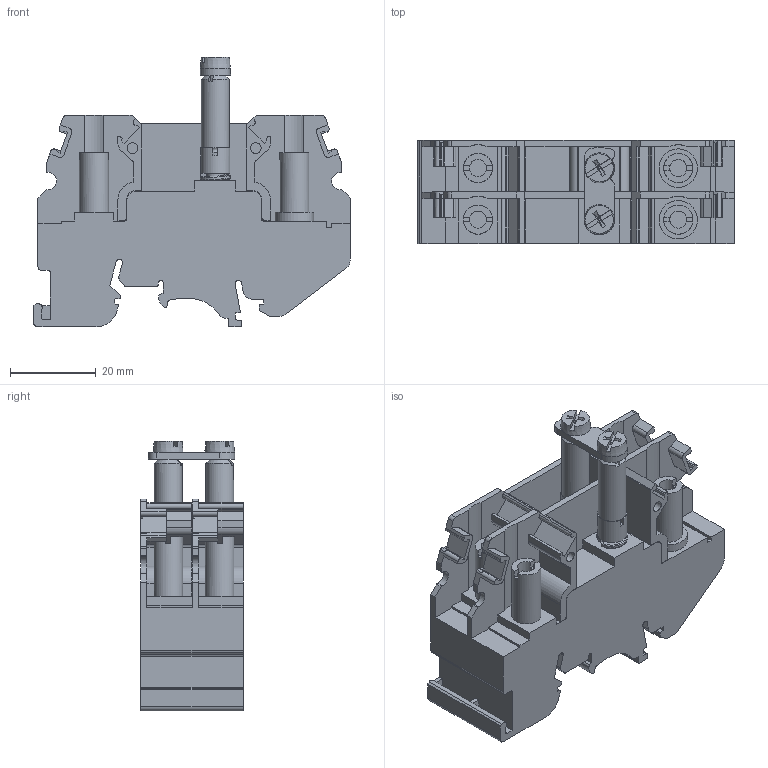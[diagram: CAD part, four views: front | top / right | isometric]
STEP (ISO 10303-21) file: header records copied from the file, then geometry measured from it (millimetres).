
FILE_DESCRIPTION(/* description */ ('Unknown'),/* implementation_level */ '2;1');
FILE_NAME(/* name */ 'KLTDM4-2W_3D_SOLID',/* time_stamp */ '2024-12-13T13:54:31+05:00',/* author */ ('Unknown'),/* organization */ ('Unknown'),/* preprocessor_version */ 'ST-DEVELOPER v16.7',/* originating_system */ 'Solid Edge',/* authorisation */ 'Unknown');
FILE_SCHEMA (('AUTOMOTIVE_DESIGN {1 0 10303 214 3 1 1}'));
Length unit declared in the file: millimetre
Products named in the file (1): KLTDM4-2W
Bounding box: 74 x 24.05 x 63.06 mm (x, y, z)
Volume: 49768 mm3; surface area: 22731.4 mm2
Topology: 1 solids, 5 shells, 586 faces, 1708 edges, 1127 vertices
Faces by surface type: plane 374, cylinder 160, bspline 36, cone 14, torus 2
Full cylindrical faces by diameter (mm): 2.5 x4, 3.242 x4, 4 x14, 4.2 x1, 6.5 x2, 6.8 x4, 6.85 x2, 9 x2
Entity records: 23994 total; most frequent: CARTESIAN_POINT 4683, ORIENTED_EDGE 3284, DIRECTION 2993, EDGE_CURVE 1642, VERTEX_POINT 1104, LINE 1093, VECTOR 1093, AXIS2_PLACEMENT_3D 950
